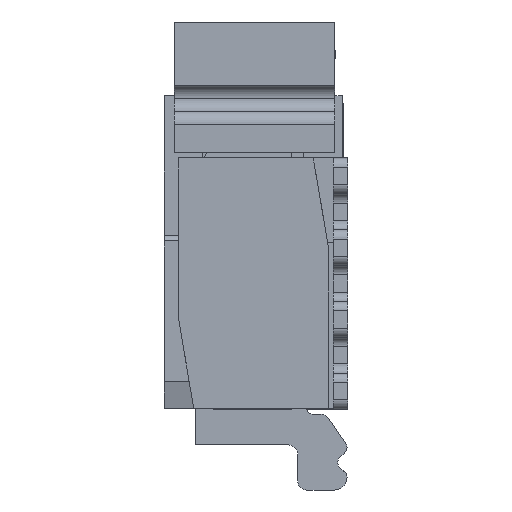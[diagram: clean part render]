
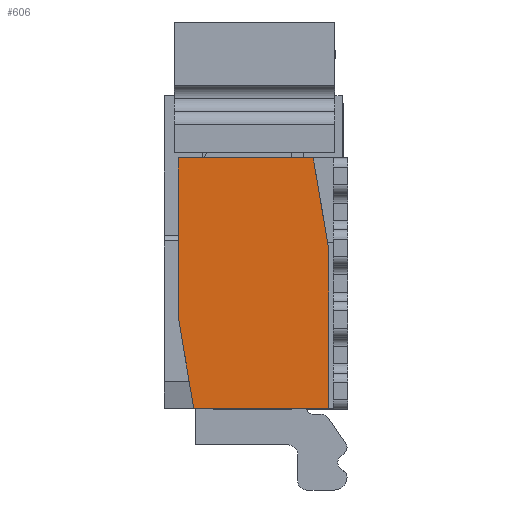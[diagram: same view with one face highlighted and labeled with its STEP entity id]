
A CAD part, left-side view. The second image highlights one B-rep face of the part: STEP entity #606.
In plain terms, the highlighted planar face has unit normal (-1, 0, 0).
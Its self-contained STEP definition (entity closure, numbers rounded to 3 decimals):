
#606=ADVANCED_FACE('',(#1854),#1855,.T.);
#1854=FACE_OUTER_BOUND('',#3199,.T.);
#1855=PLANE('',#3200);
#3199=EDGE_LOOP('',(#8511,#8512,#8513,#8514,#8515,#8516));
#3200=AXIS2_PLACEMENT_3D('',#8517,#8518,#8519);
#8511=ORIENTED_EDGE('',*,*,#9251,.F.);
#8512=ORIENTED_EDGE('',*,*,#11034,.F.);
#8513=ORIENTED_EDGE('',*,*,#11035,.F.);
#8514=ORIENTED_EDGE('',*,*,#10602,.T.);
#8515=ORIENTED_EDGE('',*,*,#11033,.T.);
#8516=ORIENTED_EDGE('',*,*,#11036,.F.);
#8517=CARTESIAN_POINT('',(-8.56,-1.245,-4.37));
#8518=DIRECTION('',(-1.0,0.0,0.0));
#8519=DIRECTION('',(0.0,0.0,1.0));
#9251=EDGE_CURVE('',#11207,#11209,#11210,.T.);
#10602=EDGE_CURVE('',#13491,#13489,#13492,.T.);
#11033=EDGE_CURVE('',#13489,#14205,#14207,.T.);
#11034=EDGE_CURVE('',#14208,#11207,#14209,.T.);
#11035=EDGE_CURVE('',#13491,#14208,#14210,.T.);
#11036=EDGE_CURVE('',#11209,#14205,#14211,.T.);
#11207=VERTEX_POINT('',#14430);
#11209=VERTEX_POINT('',#14433);
#11210=LINE('',#14434,#14435);
#13489=VERTEX_POINT('',#17772);
#13491=VERTEX_POINT('',#17775);
#13492=LINE('',#17776,#17777);
#14205=VERTEX_POINT('',#18822);
#14207=LINE('',#18825,#18826);
#14208=VERTEX_POINT('',#18827);
#14209=LINE('',#18828,#18829);
#14210=LINE('',#18830,#18831);
#14211=LINE('',#18832,#18833);
#14430=CARTESIAN_POINT('',(-8.56,-1.05,-4.37));
#14433=CARTESIAN_POINT('',(-8.56,0.835,-4.37));
#14434=CARTESIAN_POINT('',(-8.56,-1.05,-4.37));
#14435=VECTOR('',#19095,1.885);
#17772=CARTESIAN_POINT('',(-8.56,1.05,-0.87));
#17775=CARTESIAN_POINT('',(-8.56,-0.835,-0.87));
#17776=CARTESIAN_POINT('',(-8.56,-0.835,-0.87));
#17777=VECTOR('',#21054,1.885);
#18822=CARTESIAN_POINT('',(-8.56,1.05,-3.1));
#18825=CARTESIAN_POINT('',(-8.56,1.05,-0.87));
#18826=VECTOR('',#21679,2.23);
#18827=CARTESIAN_POINT('',(-8.56,-1.05,-2.14));
#18828=CARTESIAN_POINT('',(-8.56,-1.05,-2.14));
#18829=VECTOR('',#21680,2.23);
#18830=CARTESIAN_POINT('',(-8.56,-0.835,-0.87));
#18831=VECTOR('',#21681,1.288);
#18832=CARTESIAN_POINT('',(-8.56,0.835,-4.37));
#18833=VECTOR('',#21682,1.288);
#19095=DIRECTION('',(0.0,1.0,0.0));
#21054=DIRECTION('',(0.0,1.0,0.0));
#21679=DIRECTION('',(0.0,0.0,-1.0));
#21680=DIRECTION('',(0.0,0.0,-1.0));
#21681=DIRECTION('',(0.0,-0.167,-0.986));
#21682=DIRECTION('',(0.0,0.167,0.986));
